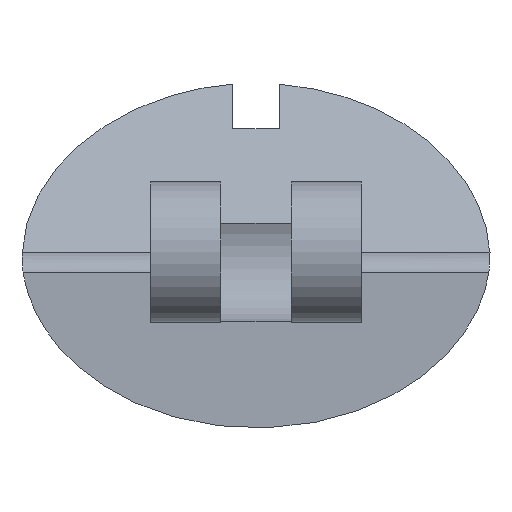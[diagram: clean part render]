
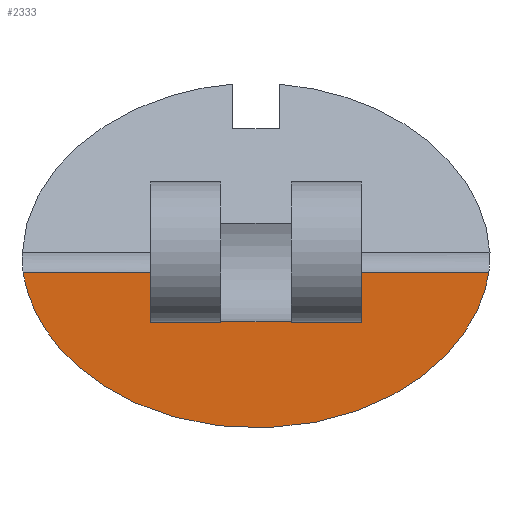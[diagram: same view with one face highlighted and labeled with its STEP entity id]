
A CAD part, front view. The second image highlights one B-rep face of the part: STEP entity #2333.
In plain terms, the highlighted planar face has unit normal (0, -1, 0).
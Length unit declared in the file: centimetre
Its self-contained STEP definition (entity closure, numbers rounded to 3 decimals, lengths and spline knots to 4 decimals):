
#154 = ORIENTED_EDGE ( 'NONE', *, *, #4951, .T. ) ;
#227 = CARTESIAN_POINT ( 'NONE',  ( 1.7503, -0.8182, 2.5899 ) ) ;
#273 = CARTESIAN_POINT ( 'NONE',  ( 2.6355, -0.8182, 3.2413 ) ) ;
#303 = CARTESIAN_POINT ( 'NONE',  ( 1.5379, -0.8182, 2.5899 ) ) ;
#412 = EDGE_CURVE ( 'NONE', #4228, #6712, #4013, .T. ) ;
#510 = DIRECTION ( 'NONE',  ( -1., 0., 0. ) ) ;
#581 = VECTOR ( 'NONE', #2165, 100. ) ;
#620 = FACE_OUTER_BOUND ( 'NONE', #2634, .T. ) ;
#731 = CARTESIAN_POINT ( 'NONE',  ( 2.6075, -0.8182, 3.1359 ) ) ;
#843 = CARTESIAN_POINT ( 'NONE',  ( 0.6961, -0.8182, 3.1005 ) ) ;
#879 = CARTESIAN_POINT ( 'NONE',  ( 2.2631, -0.8182, 2.7474 ) ) ;
#982 = EDGE_CURVE ( 'NONE', #2362, #6250, #1598, .T. ) ;
#1253 = CARTESIAN_POINT ( 'NONE',  ( 0.7336, -0.8182, 3.0272 ) ) ;
#1293 = EDGE_CURVE ( 'NONE', #4261, #6712, #4269, .T. ) ;
#1295 = CARTESIAN_POINT ( 'NONE',  ( 2.3234, -0.8182, 2.7868 ) ) ;
#1324 = CARTESIAN_POINT ( 'NONE',  ( 0.8239, -0.8182, 2.9083 ) ) ;
#1356 = CARTESIAN_POINT ( 'NONE',  ( 1.2507, -0.8182, 2.6465 ) ) ;
#1426 = CARTESIAN_POINT ( 'NONE',  ( 2.0941, -0.8182, 3.0441 ) ) ;
#1561 = CARTESIAN_POINT ( 'NONE',  ( 1.1941, -0.8182, 3.0441 ) ) ;
#1598 = LINE ( 'NONE', #1985, #5099 ) ;
#1639 = CARTESIAN_POINT ( 'NONE',  ( 2.0941, -0.8182, 3.0441 ) ) ;
#1759 = DIRECTION ( 'NONE',  ( 0., 0., -1. ) ) ;
#1768 = CARTESIAN_POINT ( 'NONE',  ( 1.1941, -0.8182, 3.0441 ) ) ;
#1815 = CARTESIAN_POINT ( 'NONE',  ( 2.6228, -0.8182, 3.1851 ) ) ;
#1888 = CARTESIAN_POINT ( 'NONE',  ( 2.4215, -0.8182, 2.8674 ) ) ;
#1985 = CARTESIAN_POINT ( 'NONE',  ( 2.0941, -0.8182, 3.3399 ) ) ;
#2115 = CARTESIAN_POINT ( 'NONE',  ( 1.1941, -0.8182, 3.2533 ) ) ;
#2161 = VECTOR ( 'NONE', #510, 100. ) ;
#2165 = DIRECTION ( 'NONE',  ( -1., 0., 0. ) ) ;
#2294 = CARTESIAN_POINT ( 'NONE',  ( 0.5807, -0.8182, 3.2533 ) ) ;
#2306 = CARTESIAN_POINT ( 'NONE',  ( 1.7941, -0.8182, 3.0441 ) ) ;
#2333 = ADVANCED_FACE ( 'NONE', ( #620 ), #5484, .F. ) ;
#2362 = VERTEX_POINT ( 'NONE', #1639 ) ;
#2377 = CARTESIAN_POINT ( 'NONE',  ( 1.4357, -0.8182, 2.6028 ) ) ;
#2481 = CARTESIAN_POINT ( 'NONE',  ( 2.627, -0.8182, 3.2009 ) ) ;
#2542 = ORIENTED_EDGE ( 'NONE', *, *, #3837, .T. ) ;
#2604 = ORIENTED_EDGE ( 'NONE', *, *, #412, .T. ) ;
#2634 = EDGE_LOOP ( 'NONE', ( #6621, #2542, #3149, #6410, #3563, #154, #2855, #2604 ) ) ;
#2837 = AXIS2_PLACEMENT_3D ( 'NONE', #6473, #3758, #4814 ) ;
#2855 = ORIENTED_EDGE ( 'NONE', *, *, #4680, .F. ) ;
#2902 = EDGE_CURVE ( 'NONE', #4379, #4555, #5057, .T. ) ;
#2931 = VECTOR ( 'NONE', #5699, 100. ) ;
#2973 = CARTESIAN_POINT ( 'NONE',  ( 0.6817, -0.8182, 3.1354 ) ) ;
#2978 = CARTESIAN_POINT ( 'NONE',  ( 1.7941, -0.8182, 3.0441 ) ) ;
#3006 = CARTESIAN_POINT ( 'NONE',  ( 1.025, -0.8182, 2.7474 ) ) ;
#3058 = VECTOR ( 'NONE', #3444, 100. ) ;
#3149 = ORIENTED_EDGE ( 'NONE', *, *, #982, .F. ) ;
#3398 = CARTESIAN_POINT ( 'NONE',  ( 0.6549, -0.8182, 3.2269 ) ) ;
#3436 = CARTESIAN_POINT ( 'NONE',  ( 2.1202, -0.8182, 2.6773 ) ) ;
#3444 = DIRECTION ( 'NONE',  ( -1., 0., 0. ) ) ;
#3469 = CARTESIAN_POINT ( 'NONE',  ( 0.7586, -0.8182, 2.9883 ) ) ;
#3504 = CARTESIAN_POINT ( 'NONE',  ( 0.7044, -0.8182, 3.0825 ) ) ;
#3543 = LINE ( 'NONE', #1426, #2931 ) ;
#3545 = CARTESIAN_POINT ( 'NONE',  ( 2.6374, -0.8182, 3.2533 ) ) ;
#3563 = ORIENTED_EDGE ( 'NONE', *, *, #2902, .F. ) ;
#3758 = DIRECTION ( 'NONE',  ( 0., 1., 0. ) ) ;
#3837 = EDGE_CURVE ( 'NONE', #4261, #6250, #4282, .T. ) ;
#3969 = CARTESIAN_POINT ( 'NONE',  ( 2.5935, -0.8182, 3.101 ) ) ;
#4006 = CARTESIAN_POINT ( 'NONE',  ( 0.8642, -0.8182, 2.8672 ) ) ;
#4013 = LINE ( 'NONE', #6161, #3058 ) ;
#4040 = CARTESIAN_POINT ( 'NONE',  ( 2.3988, -0.8182, 2.8471 ) ) ;
#4139 = DIRECTION ( 'NONE',  ( 0., 0., 1. ) ) ;
#4176 = CARTESIAN_POINT ( 'NONE',  ( 0.6508, -0.8182, 3.2533 ) ) ;
#4228 = VERTEX_POINT ( 'NONE', #2115 ) ;
#4261 = VERTEX_POINT ( 'NONE', #5713 ) ;
#4269 = B_SPLINE_CURVE_WITH_KNOTS ( 'NONE', 3,
 ( #3545, #273, #4569, #2481, #1815, #731, #3969, #6079, #6723, #6119, #5701, #1888, #4040, #1295, #879, #3436, #6187, #5064, #227, #303, #2377, #1356, #6688, #3006, #5593, #4006, #1324, #3469, #1253, #3504, #843, #2973, #5144, #4636, #3398, #4176 ),
 .UNSPECIFIED., .F., .F.,
 ( 4, 2, 2, 2, 2, 2, 2, 2, 2, 2, 2, 2, 2, 2, 2, 2, 2, 4 ),
 ( 0.5339, 0.5469, 0.5625, 0.5938, 0.625, 0.6406, 0.6563, 0.6875, 0.7188, 0.75, 0.7813, 0.8125, 0.8438, 0.875, 0.9063, 0.9219, 0.9375, 0.9661 ),
 .UNSPECIFIED. ) ;
#4282 = LINE ( 'NONE', #2294, #2161 ) ;
#4379 = VERTEX_POINT ( 'NONE', #5496 ) ;
#4555 = VERTEX_POINT ( 'NONE', #2978 ) ;
#4569 = CARTESIAN_POINT ( 'NONE',  ( 2.6332, -0.8182, 3.2289 ) ) ;
#4636 = CARTESIAN_POINT ( 'NONE',  ( 0.6611, -0.8182, 3.1987 ) ) ;
#4680 = EDGE_CURVE ( 'NONE', #4228, #5264, #6617, .T. ) ;
#4741 = CARTESIAN_POINT ( 'NONE',  ( 0.6508, -0.8182, 3.2533 ) ) ;
#4814 = DIRECTION ( 'NONE',  ( 0., 0., 1. ) ) ;
#4858 = EDGE_CURVE ( 'NONE', #4555, #2362, #3543, .T. ) ;
#4887 = VECTOR ( 'NONE', #6073, 100. ) ;
#4951 = EDGE_CURVE ( 'NONE', #4379, #5264, #6952, .T. ) ;
#5057 = LINE ( 'NONE', #2306, #4887 ) ;
#5064 = CARTESIAN_POINT ( 'NONE',  ( 1.8525, -0.8182, 2.6028 ) ) ;
#5099 = VECTOR ( 'NONE', #4139, 100. ) ;
#5144 = CARTESIAN_POINT ( 'NONE',  ( 0.6756, -0.8182, 3.1523 ) ) ;
#5264 = VERTEX_POINT ( 'NONE', #1768 ) ;
#5430 = VECTOR ( 'NONE', #1759, 100. ) ;
#5484 = PLANE ( 'NONE',  #2837 ) ;
#5496 = CARTESIAN_POINT ( 'NONE',  ( 1.4941, -0.8182, 3.0441 ) ) ;
#5565 = CARTESIAN_POINT ( 'NONE',  ( 1.1941, -0.8182, 3.3399 ) ) ;
#5593 = CARTESIAN_POINT ( 'NONE',  ( 0.9648, -0.8182, 2.7868 ) ) ;
#5699 = DIRECTION ( 'NONE',  ( 1., 0., 0. ) ) ;
#5700 = CARTESIAN_POINT ( 'NONE',  ( 2.0941, -0.8182, 3.2533 ) ) ;
#5701 = CARTESIAN_POINT ( 'NONE',  ( 2.4624, -0.8182, 2.908 ) ) ;
#5713 = CARTESIAN_POINT ( 'NONE',  ( 2.6374, -0.8182, 3.2533 ) ) ;
#6073 = DIRECTION ( 'NONE',  ( 1., 0., 0. ) ) ;
#6079 = CARTESIAN_POINT ( 'NONE',  ( 2.5545, -0.8182, 3.0272 ) ) ;
#6119 = CARTESIAN_POINT ( 'NONE',  ( 2.4806, -0.8182, 2.9283 ) ) ;
#6161 = CARTESIAN_POINT ( 'NONE',  ( 0.5807, -0.8182, 3.2533 ) ) ;
#6187 = CARTESIAN_POINT ( 'NONE',  ( 2.0374, -0.8182, 2.6465 ) ) ;
#6250 = VERTEX_POINT ( 'NONE', #5700 ) ;
#6410 = ORIENTED_EDGE ( 'NONE', *, *, #4858, .F. ) ;
#6473 = CARTESIAN_POINT ( 'NONE',  ( 1.6441, -0.8182, 3.3399 ) ) ;
#6617 = LINE ( 'NONE', #5565, #5430 ) ;
#6621 = ORIENTED_EDGE ( 'NONE', *, *, #1293, .F. ) ;
#6688 = CARTESIAN_POINT ( 'NONE',  ( 1.168, -0.8182, 2.6773 ) ) ;
#6712 = VERTEX_POINT ( 'NONE', #4741 ) ;
#6723 = CARTESIAN_POINT ( 'NONE',  ( 2.5296, -0.8182, 2.9883 ) ) ;
#6952 = LINE ( 'NONE', #1561, #581 ) ;
